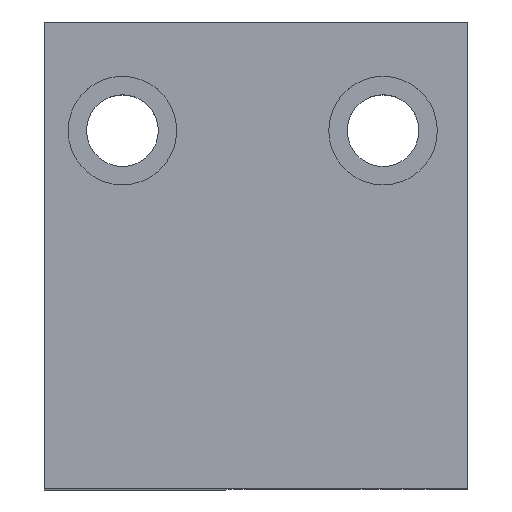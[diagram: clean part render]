
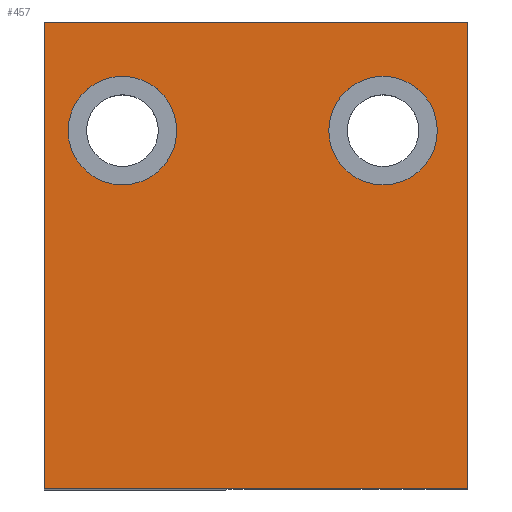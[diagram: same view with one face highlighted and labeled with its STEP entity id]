
A CAD part, top view. The second image highlights one B-rep face of the part: STEP entity #457.
In plain terms, the highlighted planar face has unit normal (0, 0, 1).
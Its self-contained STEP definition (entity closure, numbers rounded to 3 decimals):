
#32=FACE_BOUND('',#109,.T.);
#33=FACE_BOUND('',#110,.T.);
#48=PLANE('',#526);
#74=FACE_OUTER_BOUND('',#108,.T.);
#108=EDGE_LOOP('',(#422,#423,#424,#425));
#109=EDGE_LOOP('',(#426));
#110=EDGE_LOOP('',(#427));
#134=LINE('',#731,#174);
#148=LINE('',#781,#188);
#150=LINE('',#785,#190);
#151=LINE('',#787,#191);
#174=VECTOR('',#590,10.);
#188=VECTOR('',#652,10.);
#190=VECTOR('',#656,10.);
#191=VECTOR('',#659,10.);
#206=CIRCLE('',#512,5.);
#209=CIRCLE('',#517,5.);
#237=VERTEX_POINT('',#728);
#238=VERTEX_POINT('',#730);
#244=VERTEX_POINT('',#756);
#247=VERTEX_POINT('',#765);
#250=VERTEX_POINT('',#779);
#251=VERTEX_POINT('',#783);
#284=EDGE_CURVE('',#238,#237,#134,.T.);
#297=EDGE_CURVE('',#244,#244,#206,.T.);
#301=EDGE_CURVE('',#247,#247,#209,.T.);
#308=EDGE_CURVE('',#250,#237,#148,.T.);
#310=EDGE_CURVE('',#250,#251,#150,.T.);
#311=EDGE_CURVE('',#238,#251,#151,.T.);
#422=ORIENTED_EDGE('',*,*,#310,.T.);
#423=ORIENTED_EDGE('',*,*,#311,.F.);
#424=ORIENTED_EDGE('',*,*,#284,.T.);
#425=ORIENTED_EDGE('',*,*,#308,.F.);
#426=ORIENTED_EDGE('',*,*,#297,.T.);
#427=ORIENTED_EDGE('',*,*,#301,.T.);
#457=ADVANCED_FACE('',(#74,#32,#33),#48,.T.);
#512=AXIS2_PLACEMENT_3D('',#757,#621,#622);
#517=AXIS2_PLACEMENT_3D('',#766,#632,#633);
#526=AXIS2_PLACEMENT_3D('',#786,#657,#658);
#590=DIRECTION('',(0.,-1.,0.));
#621=DIRECTION('center_axis',(0.,0.,-1.));
#622=DIRECTION('ref_axis',(1.,0.,0.));
#632=DIRECTION('center_axis',(0.,0.,-1.));
#633=DIRECTION('ref_axis',(1.,0.,0.));
#652=DIRECTION('',(-1.,0.,0.));
#656=DIRECTION('',(0.,1.,0.));
#657=DIRECTION('center_axis',(0.,0.,1.));
#658=DIRECTION('ref_axis',(1.,0.,0.));
#659=DIRECTION('',(1.,0.,0.));
#728=CARTESIAN_POINT('',(-19.5,-21.5,31.5));
#730=CARTESIAN_POINT('',(-19.5,21.5,31.5));
#731=CARTESIAN_POINT('',(-19.5,0.,31.5));
#756=CARTESIAN_POINT('',(-17.3,11.5,31.5));
#757=CARTESIAN_POINT('Origin',(-12.3,11.5,31.5));
#765=CARTESIAN_POINT('',(6.7,11.5,31.5));
#766=CARTESIAN_POINT('Origin',(11.7,11.5,31.5));
#779=CARTESIAN_POINT('',(19.5,-21.5,31.5));
#781=CARTESIAN_POINT('',(-19.5,-21.5,31.5));
#783=CARTESIAN_POINT('',(19.5,21.5,31.5));
#785=CARTESIAN_POINT('',(19.5,0.,31.5));
#786=CARTESIAN_POINT('Origin',(-19.5,0.,31.5));
#787=CARTESIAN_POINT('',(-19.5,21.5,31.5));
